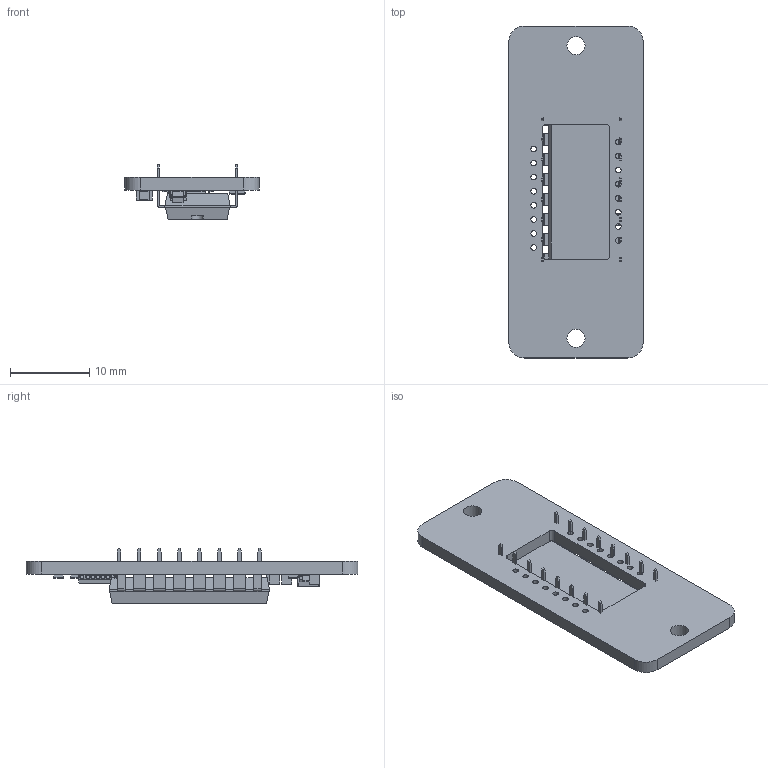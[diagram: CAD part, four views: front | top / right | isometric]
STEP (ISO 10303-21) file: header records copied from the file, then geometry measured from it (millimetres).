
FILE_DESCRIPTION(('KiCad electronic assembly'),'2;1');
FILE_NAME('sensor.step','2021-04-06T20:25:13',('An Author'),('A Company' ),'Open CASCADE STEP processor 6.9','KiCad to STEP converter', 'Unknown');
FILE_SCHEMA(('AUTOMOTIVE_DESIGN { 1 0 10303 214 1 1 1 1 }'));
Length unit declared in the file: millimetre
Products named in the file (12): Open CASCADE STEP translator 6.9 1; SOT-23-5; SOLID; R_0805_2012Metric; C_0805_2012Metric; DIP-16_W10.16mm; TSSOP-16_4.4x5mm_P0.65mm; COMPOUND
Assembly tree (16 placements, depth 3):
  Open CASCADE STEP translator 6.9 1
    SOT-23-5
      SOLID
    R_0805_2012Metric  x3
      SOLID
    C_0805_2012Metric  x4
      SOLID
    DIP-16_W10.16mm
      SOLID
    TSSOP-16_4.4x5mm_P0.65mm
      SOLID
    COMPOUND
Bounding box: 17 x 42 x 6.98 mm (x, y, z)
Volume: 1465.2 mm3; surface area: 2330.9 mm2
Topology: 11 solids, 11 shells, 895 faces, 2354 edges, 1490 vertices
Faces by surface type: plane 578, cylinder 216, bspline 101
Full cylindrical faces by diameter (mm): 0.5 x1, 0.7 x16, 2.3 x2
Entity records: 55377 total; most frequent: CARTESIAN_POINT 10358, DIRECTION 7236, LINE 5033, VECTOR 5033, ORIENTED_EDGE 4004, PCURVE 4004, DEFINITIONAL_REPRESENTATION 4004, EDGE_CURVE 2002
